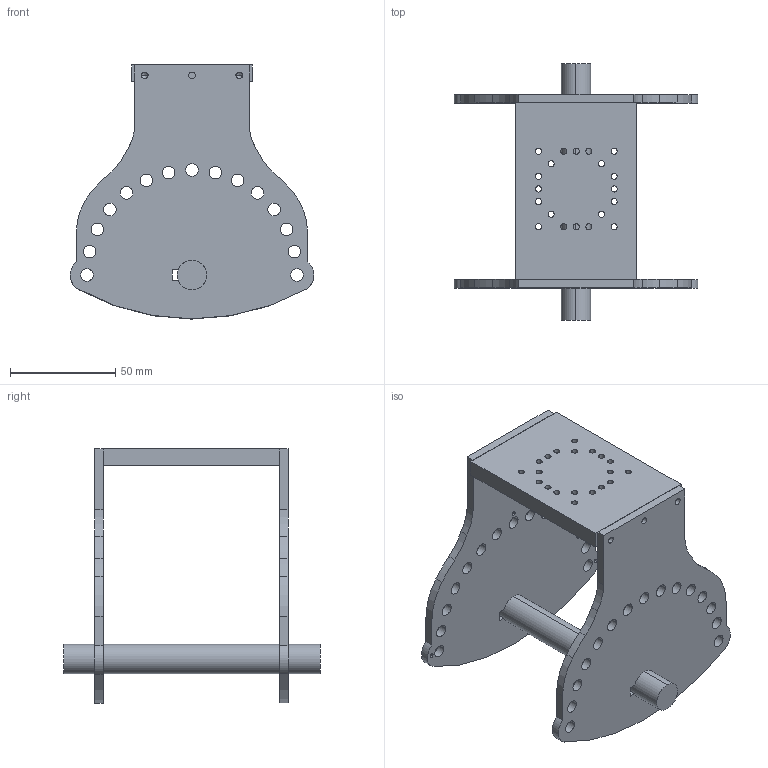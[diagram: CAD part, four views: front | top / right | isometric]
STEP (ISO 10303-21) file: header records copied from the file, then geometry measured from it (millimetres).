
FILE_DESCRIPTION (( 'STEP AP214' ), '1' );
FILE_NAME ('pjoint1_moveable.STEP', '2020-09-17T11:30:06', ( '' ), ( '' ), 'SwSTEP 2.0', 'SolidWorks 2016', '' );
FILE_SCHEMA (( 'AUTOMOTIVE_DESIGN' ));
Length unit declared in the file: metre
Products named in the file (5): Upper_base; Upper_wing_2; Upper_wing_1; Axis; pjoint1_moveable
Assembly tree (4 placements, depth 2):
  pjoint1_moveable
    Axis
    Upper_wing_1
    Upper_wing_2
    Upper_base
Bounding box: 115.95 x 122 x 120.98 mm (x, y, z)
Volume: 129345.3 mm3; surface area: 62961.4 mm2
Topology: 4 solids, 4 shells, 252 faces, 660 edges, 420 vertices
Faces by surface type: cylinder 166, cone 48, plane 38
Entity records: 11038 total; most frequent: DIRECTION 1542, CARTESIAN_POINT 1331, ORIENTED_EDGE 1304, EDGE_CURVE 652, AXIS2_PLACEMENT_3D 631, VERTEX_POINT 420, EDGE_LOOP 380, CIRCLE 372
